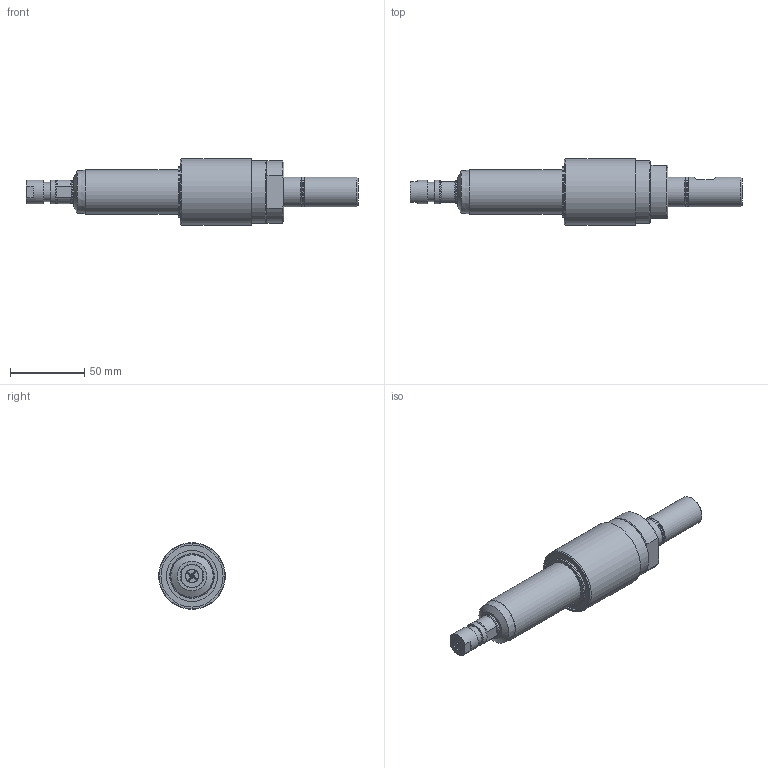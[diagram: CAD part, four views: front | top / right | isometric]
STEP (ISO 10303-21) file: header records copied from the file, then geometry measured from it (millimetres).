
FILE_DESCRIPTION((''),'2;1');
FILE_NAME('ESK 350 W20_60019277.stp','2012-09-10T16:21:09',('ibasyouni'),(''),'Autodesk Inventor 2012','Autodesk Inventor 2012','');
FILE_SCHEMA(('AUTOMOTIVE_DESIGN { 1 0 10303 214 1 1 1 1 }'));
Length unit declared in the file: millimetre
Products named in the file (1): ESK 350 W20_60019277
Bounding box: 224.24 x 45 x 45 mm (x, y, z)
Volume: 172826.8 mm3; surface area: 27719.9 mm2
Topology: 1 solids, 1 shells, 149 faces, 367 edges, 236 vertices
Faces by surface type: plane 71, cylinder 40, cone 34, torus 4
Full cylindrical faces by diameter (mm): 1 x1, 3 x1, 8 x1, 9 x1, 9.188 x1, 13 x1, 16 x3, 16.25 x2, 20 x3, 30 x1, 34 x1, 34.5 x1, 42 x2, 45 x1
Entity records: 4331 total; most frequent: CARTESIAN_POINT 928, DIRECTION 684, ORIENTED_EDGE 620, EDGE_CURVE 310, AXIS2_PLACEMENT_3D 292, VERTEX_POINT 216, EDGE_LOOP 202, FACE_OUTER_BOUND 149
